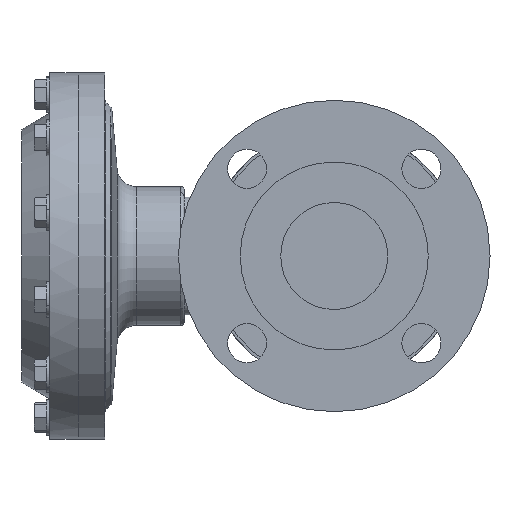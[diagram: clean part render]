
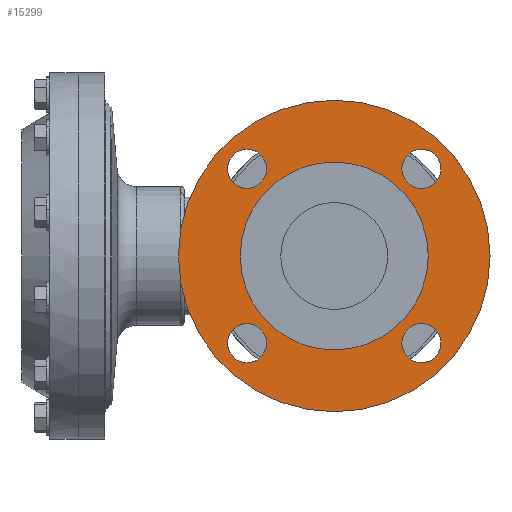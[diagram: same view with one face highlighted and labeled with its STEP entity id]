
A CAD part, left-side view. The second image highlights one B-rep face of the part: STEP entity #15299.
In plain terms, the highlighted planar face has unit normal (-1, 0, 0).
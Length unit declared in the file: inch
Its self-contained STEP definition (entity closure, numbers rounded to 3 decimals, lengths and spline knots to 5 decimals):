
#127 = DIRECTION ( 'NONE',  ( 0., -1., 0. ) ) ;
#418 = DIRECTION ( 'NONE',  ( 0., -1., 0. ) ) ;
#491 = VERTEX_POINT ( 'NONE', #7041 ) ;
#539 = EDGE_CURVE ( 'NONE', #9733, #13519, #3920, .T. ) ;
#620 = EDGE_CURVE ( 'NONE', #3342, #1110, #14481, .T. ) ;
#643 = DIRECTION ( 'NONE',  ( -1., 0., 0. ) ) ;
#916 = DIRECTION ( 'NONE',  ( 1., 0., 0. ) ) ;
#930 = CARTESIAN_POINT ( 'NONE',  ( -5.07815, 4.54419, 8.69154 ) ) ;
#1110 = VERTEX_POINT ( 'NONE', #8473 ) ;
#1117 = DIRECTION ( 'NONE',  ( -1., 0., 0. ) ) ;
#1386 = CARTESIAN_POINT ( 'NONE',  ( -5.07815, 1.18543, 8.69154 ) ) ;
#1448 = FACE_BOUND ( 'NONE', #11844, .T. ) ;
#2021 = EDGE_LOOP ( 'NONE', ( #8304, #13631 ) ) ;
#2132 = VERTEX_POINT ( 'NONE', #14321 ) ;
#2347 = PLANE ( 'NONE',  #8461 ) ;
#2507 = ORIENTED_EDGE ( 'NONE', *, *, #13418, .F. ) ;
#2614 = VERTEX_POINT ( 'NONE', #1386 ) ;
#2773 = VERTEX_POINT ( 'NONE', #15049 ) ;
#2941 = CARTESIAN_POINT ( 'NONE',  ( -5.07815, 3.24156, 7.01217 ) ) ;
#2953 = EDGE_CURVE ( 'NONE', #1110, #3342, #11220, .T. ) ;
#2954 = AXIS2_PLACEMENT_3D ( 'NONE', #5899, #14338, #7122 ) ;
#3212 = CARTESIAN_POINT ( 'NONE',  ( -5.07815, 4.54419, 5.33279 ) ) ;
#3342 = VERTEX_POINT ( 'NONE', #9313 ) ;
#3361 = CARTESIAN_POINT ( 'NONE',  ( -5.07815, 4.92094, 8.69154 ) ) ;
#3370 = ORIENTED_EDGE ( 'NONE', *, *, #4836, .F. ) ;
#3537 = DIRECTION ( 'NONE',  ( -1., 0., 0. ) ) ;
#3575 = CARTESIAN_POINT ( 'NONE',  ( -5.07815, 3.24156, 5.20217 ) ) ;
#3734 = DIRECTION ( 'NONE',  ( -1., 0., 0. ) ) ;
#3908 = FACE_BOUND ( 'NONE', #11482, .T. ) ;
#3920 = CIRCLE ( 'NONE', #14524, 0.37675 ) ;
#3981 = CARTESIAN_POINT ( 'NONE',  ( -5.07815, 5.29769, 8.69154 ) ) ;
#4142 = DIRECTION ( 'NONE',  ( 0., -1., 0. ) ) ;
#4292 = EDGE_LOOP ( 'NONE', ( #11069, #3370 ) ) ;
#4398 = CIRCLE ( 'NONE', #2954, 0.37675 ) ;
#4457 = VERTEX_POINT ( 'NONE', #12376 ) ;
#4553 = DIRECTION ( 'NONE',  ( 0., 0., 1. ) ) ;
#4582 = CARTESIAN_POINT ( 'NONE',  ( -5.07815, 5.29769, 5.33279 ) ) ;
#4774 = DIRECTION ( 'NONE',  ( 0., 1., 0. ) ) ;
#4836 = EDGE_CURVE ( 'NONE', #2614, #14985, #4398, .T. ) ;
#5305 = CIRCLE ( 'NONE', #5462, 0.37675 ) ;
#5462 = AXIS2_PLACEMENT_3D ( 'NONE', #3361, #11789, #4553 ) ;
#5474 = AXIS2_PLACEMENT_3D ( 'NONE', #8146, #916, #9347 ) ;
#5842 = CARTESIAN_POINT ( 'NONE',  ( -5.07815, 1.56218, 5.33279 ) ) ;
#5861 = CIRCLE ( 'NONE', #11654, 1.81 ) ;
#5899 = CARTESIAN_POINT ( 'NONE',  ( -5.07815, 1.56218, 8.69154 ) ) ;
#6147 = AXIS2_PLACEMENT_3D ( 'NONE', #5842, #14282, #7052 ) ;
#6185 = CARTESIAN_POINT ( 'NONE',  ( -5.07815, 1.56218, 5.33279 ) ) ;
#6221 = CIRCLE ( 'NONE', #5474, 3. ) ;
#6255 = EDGE_CURVE ( 'NONE', #13519, #9733, #5305, .T. ) ;
#6319 = EDGE_CURVE ( 'NONE', #13378, #6924, #10971, .T. ) ;
#6340 = CIRCLE ( 'NONE', #10951, 1.81 ) ;
#6496 = EDGE_CURVE ( 'NONE', #491, #2773, #5861, .T. ) ;
#6648 = ORIENTED_EDGE ( 'NONE', *, *, #539, .F. ) ;
#6911 = EDGE_LOOP ( 'NONE', ( #12425, #2507 ) ) ;
#6924 = VERTEX_POINT ( 'NONE', #4582 ) ;
#7041 = CARTESIAN_POINT ( 'NONE',  ( -5.07815, 1.43156, 7.01217 ) ) ;
#7052 = DIRECTION ( 'NONE',  ( 0., 0., -1. ) ) ;
#7102 = FACE_BOUND ( 'NONE', #12778, .T. ) ;
#7119 = DIRECTION ( 'NONE',  ( -1., 0., 0. ) ) ;
#7122 = DIRECTION ( 'NONE',  ( 0., -1., 0. ) ) ;
#7355 = DIRECTION ( 'NONE',  ( 1., 0., 0. ) ) ;
#7391 = DIRECTION ( 'NONE',  ( 0., 0., -1. ) ) ;
#7638 = DIRECTION ( 'NONE',  ( 1., 0., 0. ) ) ;
#7774 = EDGE_CURVE ( 'NONE', #2773, #491, #6340, .T. ) ;
#7868 = CARTESIAN_POINT ( 'NONE',  ( -5.07815, 1.56218, 8.69154 ) ) ;
#8146 = CARTESIAN_POINT ( 'NONE',  ( -5.07815, 3.24156, 7.01217 ) ) ;
#8296 = CIRCLE ( 'NONE', #13651, 0.37675 ) ;
#8301 = ORIENTED_EDGE ( 'NONE', *, *, #2953, .F. ) ;
#8304 = ORIENTED_EDGE ( 'NONE', *, *, #9786, .F. ) ;
#8389 = ORIENTED_EDGE ( 'NONE', *, *, #620, .F. ) ;
#8461 = AXIS2_PLACEMENT_3D ( 'NONE', #3575, #1117, #4774 ) ;
#8473 = CARTESIAN_POINT ( 'NONE',  ( -5.07815, 1.93893, 5.33279 ) ) ;
#8562 = AXIS2_PLACEMENT_3D ( 'NONE', #6185, #14622, #7391 ) ;
#9071 = DIRECTION ( 'NONE',  ( 0., -1., 0. ) ) ;
#9313 = CARTESIAN_POINT ( 'NONE',  ( -5.07815, 1.18543, 5.33279 ) ) ;
#9347 = DIRECTION ( 'NONE',  ( 0., -1., 0. ) ) ;
#9733 = VERTEX_POINT ( 'NONE', #930 ) ;
#9786 = EDGE_CURVE ( 'NONE', #6924, #13378, #12693, .T. ) ;
#10017 = EDGE_CURVE ( 'NONE', #2132, #4457, #13620, .T. ) ;
#10308 = FACE_OUTER_BOUND ( 'NONE', #6911, .T. ) ;
#10685 = FACE_BOUND ( 'NONE', #4292, .T. ) ;
#10742 = CARTESIAN_POINT ( 'NONE',  ( -5.07815, 4.92094, 8.69154 ) ) ;
#10950 = CARTESIAN_POINT ( 'NONE',  ( -5.07815, 4.92094, 5.33279 ) ) ;
#10951 = AXIS2_PLACEMENT_3D ( 'NONE', #14569, #7355, #127 ) ;
#10971 = CIRCLE ( 'NONE', #11946, 0.37675 ) ;
#11069 = ORIENTED_EDGE ( 'NONE', *, *, #12718, .F. ) ;
#11220 = CIRCLE ( 'NONE', #6147, 0.37675 ) ;
#11331 = AXIS2_PLACEMENT_3D ( 'NONE', #14335, #7119, #15542 ) ;
#11376 = DIRECTION ( 'NONE',  ( 1., 0., 0. ) ) ;
#11482 = EDGE_LOOP ( 'NONE', ( #13643, #13247 ) ) ;
#11654 = AXIS2_PLACEMENT_3D ( 'NONE', #2941, #11376, #4142 ) ;
#11789 = DIRECTION ( 'NONE',  ( -1., 0., 0. ) ) ;
#11844 = EDGE_LOOP ( 'NONE', ( #8301, #8389 ) ) ;
#11946 = AXIS2_PLACEMENT_3D ( 'NONE', #10950, #3734, #12164 ) ;
#11964 = DIRECTION ( 'NONE',  ( 0., 0., 1. ) ) ;
#12164 = DIRECTION ( 'NONE',  ( 0., 1., 0. ) ) ;
#12376 = CARTESIAN_POINT ( 'NONE',  ( -5.07815, 6.24156, 7.01217 ) ) ;
#12425 = ORIENTED_EDGE ( 'NONE', *, *, #10017, .F. ) ;
#12693 = CIRCLE ( 'NONE', #11331, 0.37675 ) ;
#12718 = EDGE_CURVE ( 'NONE', #14985, #2614, #8296, .T. ) ;
#12778 = EDGE_LOOP ( 'NONE', ( #13870, #6648 ) ) ;
#13247 = ORIENTED_EDGE ( 'NONE', *, *, #7774, .T. ) ;
#13378 = VERTEX_POINT ( 'NONE', #3212 ) ;
#13418 = EDGE_CURVE ( 'NONE', #4457, #2132, #6221, .T. ) ;
#13508 = FACE_BOUND ( 'NONE', #2021, .T. ) ;
#13519 = VERTEX_POINT ( 'NONE', #3981 ) ;
#13620 = CIRCLE ( 'NONE', #14229, 3. ) ;
#13631 = ORIENTED_EDGE ( 'NONE', *, *, #6319, .F. ) ;
#13643 = ORIENTED_EDGE ( 'NONE', *, *, #6496, .T. ) ;
#13651 = AXIS2_PLACEMENT_3D ( 'NONE', #7868, #643, #9071 ) ;
#13870 = ORIENTED_EDGE ( 'NONE', *, *, #6255, .F. ) ;
#14229 = AXIS2_PLACEMENT_3D ( 'NONE', #14875, #7638, #418 ) ;
#14282 = DIRECTION ( 'NONE',  ( -1., 0., 0. ) ) ;
#14321 = CARTESIAN_POINT ( 'NONE',  ( -5.07815, 0.24156, 7.01217 ) ) ;
#14335 = CARTESIAN_POINT ( 'NONE',  ( -5.07815, 4.92094, 5.33279 ) ) ;
#14338 = DIRECTION ( 'NONE',  ( -1., 0., 0. ) ) ;
#14481 = CIRCLE ( 'NONE', #8562, 0.37675 ) ;
#14524 = AXIS2_PLACEMENT_3D ( 'NONE', #10742, #3537, #11964 ) ;
#14569 = CARTESIAN_POINT ( 'NONE',  ( -5.07815, 3.24156, 7.01217 ) ) ;
#14622 = DIRECTION ( 'NONE',  ( -1., 0., 0. ) ) ;
#14868 = CARTESIAN_POINT ( 'NONE',  ( -5.07815, 1.93893, 8.69154 ) ) ;
#14875 = CARTESIAN_POINT ( 'NONE',  ( -5.07815, 3.24156, 7.01217 ) ) ;
#14985 = VERTEX_POINT ( 'NONE', #14868 ) ;
#15049 = CARTESIAN_POINT ( 'NONE',  ( -5.07815, 5.05156, 7.01217 ) ) ;
#15299 = ADVANCED_FACE ( 'NONE', ( #1448, #10685, #7102, #13508, #3908, #10308 ), #2347, .T. ) ;
#15542 = DIRECTION ( 'NONE',  ( 0., 1., 0. ) ) ;
